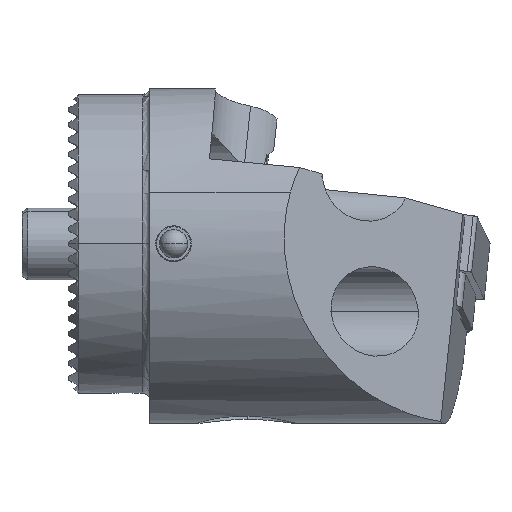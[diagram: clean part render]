
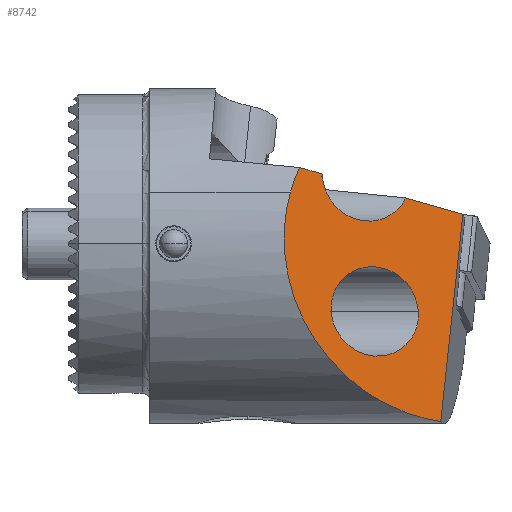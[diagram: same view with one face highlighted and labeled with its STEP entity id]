
A CAD part, top view. The second image highlights one B-rep face of the part: STEP entity #8742.
In plain terms, the highlighted planar face has unit normal (0.716, 0.046, 0.697).
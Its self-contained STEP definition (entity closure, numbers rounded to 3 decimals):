
#146 = VECTOR ( 'NONE', #6862, 1000. ) ;
#419 = EDGE_CURVE ( 'NONE', #18664, #17309, #15881, .T. ) ;
#1071 = ORIENTED_EDGE ( 'NONE', *, *, #15522, .T. ) ;
#1198 = CARTESIAN_POINT ( 'NONE',  ( 28.994, -5.657, 1.907 ) ) ;
#1520 = CARTESIAN_POINT ( 'NONE',  ( 20.967, 5.657, 9.407 ) ) ;
#1676 = CARTESIAN_POINT ( 'NONE',  ( 20.959, 5.848, 9.402 ) ) ;
#2331 = AXIS2_PLACEMENT_3D ( 'NONE', #10214, #7335, #5666 ) ;
#2774 = PLANE ( 'NONE',  #2331 ) ;
#2793 = ORIENTED_EDGE ( 'NONE', *, *, #4524, .F. ) ;
#2817 = CARTESIAN_POINT ( 'NONE',  ( 22.185, -13.157, 9.407 ) ) ;
#3104 = CARTESIAN_POINT ( 'NONE',  ( 18.281, 4.333, 12.257 ) ) ;
#3204 = CARTESIAN_POINT ( 'NONE',  ( 21.7, -5.657, 9.407 ) ) ;
#3368 = CARTESIAN_POINT ( 'NONE',  ( 18.479, 5.045, 12.005 ) ) ;
#3400 = CARTESIAN_POINT ( 'NONE',  ( 21.23, -13.49, 10.411 ) ) ;
#3613 = ORIENTED_EDGE ( 'NONE', *, *, #4150, .F. ) ;
#3725 = LINE ( 'NONE', #4744, #5577 ) ;
#4150 = EDGE_CURVE ( 'NONE', #12062, #7460, #3725, .T. ) ;
#4339 = VERTEX_POINT ( 'NONE', #1198 ) ;
#4524 = EDGE_CURVE ( 'NONE', #4339, #7593, #7437, .T. ) ;
#4744 = CARTESIAN_POINT ( 'NONE',  ( 42.613, -0.317, -12.45 ) ) ;
#4792 = LINE ( 'NONE', #5568, #13071 ) ;
#5181 = VERTEX_POINT ( 'NONE', #10830 ) ;
#5568 = CARTESIAN_POINT ( 'NONE',  ( 30.009, -22.949, 2.016 ) ) ;
#5577 = VECTOR ( 'NONE', #14996, 1000. ) ;
#5666 = DIRECTION ( 'NONE',  ( -0.697, 0., 0.717 ) ) ;
#5908 = FACE_OUTER_BOUND ( 'NONE', #17062, .T. ) ;
#6073 = CARTESIAN_POINT ( 'NONE',  ( 19.057, 6.389, 11.322 ) ) ;
#6138 = CARTESIAN_POINT ( 'NONE',  ( 18.739, 5.732, 11.693 ) ) ;
#6141 =( BOUNDED_CURVE ( )  B_SPLINE_CURVE ( 3, ( #6073, #6138, #3368, #3104 ),
 .UNSPECIFIED., .F., .F. ) 
 B_SPLINE_CURVE_WITH_KNOTS ( ( 4, 4 ),
 ( 2.694, 2.868 ),
 .UNSPECIFIED. ) 
 CURVE ( )  GEOMETRIC_REPRESENTATION_ITEM ( )  RATIONAL_B_SPLINE_CURVE ( ( 1., 0.997, 0.997, 1. ) ) 
 REPRESENTATION_ITEM ( '' )  );
#6473 = CARTESIAN_POINT ( 'NONE',  ( 18.281, 4.333, 12.257 ) ) ;
#6703 = CARTESIAN_POINT ( 'NONE',  ( 19.057, 6.389, 11.322 ) ) ;
#6790 = ORIENTED_EDGE ( 'NONE', *, *, #12714, .F. ) ;
#6862 = DIRECTION ( 'NONE',  ( 0.69, -0.196, -0.696 ) ) ;
#7298 = LINE ( 'NONE', #8195, #146 ) ;
#7335 = DIRECTION ( 'NONE',  ( -0.716, -0.046, -0.696 ) ) ;
#7380 = CARTESIAN_POINT ( 'NONE',  ( 29.48, -13.157, 1.907 ) ) ;
#7437 =( BOUNDED_CURVE ( )  B_SPLINE_CURVE ( 3, ( #11817, #13485, #16294, #16412 ),
 .UNSPECIFIED., .F., .F. ) 
 B_SPLINE_CURVE_WITH_KNOTS ( ( 4, 4 ),
 ( 0.067, 3.208 ),
 .UNSPECIFIED. ) 
 CURVE ( )  GEOMETRIC_REPRESENTATION_ITEM ( )  RATIONAL_B_SPLINE_CURVE ( ( 1., 0.333, 0.333, 1. ) ) 
 REPRESENTATION_ITEM ( '' )  );
#7460 = VERTEX_POINT ( 'NONE', #1676 ) ;
#7593 = VERTEX_POINT ( 'NONE', #3204 ) ;
#7700 = ORIENTED_EDGE ( 'NONE', *, *, #9086, .F. ) ;
#7784 = ORIENTED_EDGE ( 'NONE', *, *, #10659, .F. ) ;
#8195 = CARTESIAN_POINT ( 'NONE',  ( 42.613, -0.317, -12.45 ) ) ;
#8656 = CARTESIAN_POINT ( 'NONE',  ( 20.959, 5.848, 9.402 ) ) ;
#8742 = ADVANCED_FACE ( 'NONE', ( #9340, #5908 ), #2774, .F. ) ;
#9086 = EDGE_CURVE ( 'NONE', #5181, #11914, #7298, .T. ) ;
#9118 = CARTESIAN_POINT ( 'NONE',  ( 15.671, -5.016, 15.562 ) ) ;
#9340 = FACE_BOUND ( 'NONE', #18212, .T. ) ;
#10214 = CARTESIAN_POINT ( 'NONE',  ( 30.009, -22.949, 2.016 ) ) ;
#10327 = CARTESIAN_POINT ( 'NONE',  ( 20.96, 5.784, 9.405 ) ) ;
#10659 = EDGE_CURVE ( 'NONE', #15096, #5181, #18506, .T. ) ;
#10830 = CARTESIAN_POINT ( 'NONE',  ( 27.933, 3.862, 2.364 ) ) ;
#11817 = CARTESIAN_POINT ( 'NONE',  ( 28.994, -5.657, 1.907 ) ) ;
#11914 = VERTEX_POINT ( 'NONE', #12107 ) ;
#12062 = VERTEX_POINT ( 'NONE', #6703 ) ;
#12107 = CARTESIAN_POINT ( 'NONE',  ( 32.725, 2.498, -2.471 ) ) ;
#12257 =( BOUNDED_CURVE ( )  B_SPLINE_CURVE ( 3, ( #8656, #10327, #16019, #1520 ),
 .UNSPECIFIED., .F., .F. ) 
 B_SPLINE_CURVE_WITH_KNOTS ( ( 4, 4 ),
 ( 3.157, 3.208 ),
 .UNSPECIFIED. ) 
 CURVE ( )  GEOMETRIC_REPRESENTATION_ITEM ( )  RATIONAL_B_SPLINE_CURVE ( ( 1., 1., 1., 1. ) ) 
 REPRESENTATION_ITEM ( '' )  );
#12714 = EDGE_CURVE ( 'NONE', #7460, #15096, #12257, .T. ) ;
#12823 = DIRECTION ( 'NONE',  ( 0.105, 0.979, -0.173 ) ) ;
#13071 = VECTOR ( 'NONE', #12823, 1000. ) ;
#13134 = EDGE_CURVE ( 'NONE', #17309, #11914, #4792, .T. ) ;
#13485 = CARTESIAN_POINT ( 'NONE',  ( 28.509, 1.843, 1.907 ) ) ;
#14256 = CARTESIAN_POINT ( 'NONE',  ( 20.967, 5.657, 9.407 ) ) ;
#14317 = CARTESIAN_POINT ( 'NONE',  ( 25.945, -0.41, 4.692 ) ) ;
#14451 = CARTESIAN_POINT ( 'NONE',  ( 21.282, 0.792, 9.407 ) ) ;
#14500 = CARTESIAN_POINT ( 'NONE',  ( 28.994, -5.657, 1.907 ) ) ;
#14732 = ORIENTED_EDGE ( 'NONE', *, *, #13134, .T. ) ;
#14941 = EDGE_CURVE ( 'NONE', #7593, #4339, #15516, .T. ) ;
#14996 = DIRECTION ( 'NONE',  ( 0.69, -0.196, -0.696 ) ) ;
#15096 = VERTEX_POINT ( 'NONE', #16212 ) ;
#15118 = CARTESIAN_POINT ( 'NONE',  ( 30.872, -14.861, 0.59 ) ) ;
#15259 = ORIENTED_EDGE ( 'NONE', *, *, #419, .T. ) ;
#15484 = ORIENTED_EDGE ( 'NONE', *, *, #14941, .F. ) ;
#15516 =( BOUNDED_CURVE ( )  B_SPLINE_CURVE ( 3, ( #18935, #2817, #7380, #14500 ),
 .UNSPECIFIED., .F., .F. ) 
 B_SPLINE_CURVE_WITH_KNOTS ( ( 4, 4 ),
 ( 3.208, 6.35 ),
 .UNSPECIFIED. ) 
 CURVE ( )  GEOMETRIC_REPRESENTATION_ITEM ( )  RATIONAL_B_SPLINE_CURVE ( ( 1., 0.333, 0.333, 1. ) ) 
 REPRESENTATION_ITEM ( '' )  );
#15522 = EDGE_CURVE ( 'NONE', #12062, #18664, #6141, .T. ) ;
#15881 =( BOUNDED_CURVE ( )  B_SPLINE_CURVE ( 3, ( #6473, #9118, #3400, #15118 ),
 .UNSPECIFIED., .F., .F. ) 
 B_SPLINE_CURVE_WITH_KNOTS ( ( 4, 4 ),
 ( 2.868, 4.64 ),
 .UNSPECIFIED. ) 
 CURVE ( )  GEOMETRIC_REPRESENTATION_ITEM ( )  RATIONAL_B_SPLINE_CURVE ( ( 1., 0.755, 0.755, 1. ) ) 
 REPRESENTATION_ITEM ( '' )  );
#15912 = CARTESIAN_POINT ( 'NONE',  ( 18.281, 4.333, 12.257 ) ) ;
#16019 = CARTESIAN_POINT ( 'NONE',  ( 20.963, 5.72, 9.407 ) ) ;
#16212 = CARTESIAN_POINT ( 'NONE',  ( 20.967, 5.657, 9.407 ) ) ;
#16294 = CARTESIAN_POINT ( 'NONE',  ( 21.214, 1.843, 9.407 ) ) ;
#16412 = CARTESIAN_POINT ( 'NONE',  ( 21.7, -5.657, 9.407 ) ) ;
#17062 = EDGE_LOOP ( 'NONE', ( #1071, #15259, #14732, #7700, #7784, #6790, #3613 ) ) ;
#17274 = CARTESIAN_POINT ( 'NONE',  ( 27.933, 3.862, 2.364 ) ) ;
#17309 = VERTEX_POINT ( 'NONE', #18221 ) ;
#18212 = EDGE_LOOP ( 'NONE', ( #2793, #15484 ) ) ;
#18221 = CARTESIAN_POINT ( 'NONE',  ( 30.872, -14.861, 0.59 ) ) ;
#18506 =( BOUNDED_CURVE ( )  B_SPLINE_CURVE ( 3, ( #14256, #14451, #14317, #17274 ),
 .UNSPECIFIED., .F., .F. ) 
 B_SPLINE_CURVE_WITH_KNOTS ( ( 4, 4 ),
 ( 3.208, 5.851 ),
 .UNSPECIFIED. ) 
 CURVE ( )  GEOMETRIC_REPRESENTATION_ITEM ( )  RATIONAL_B_SPLINE_CURVE ( ( 1., 0.498, 0.498, 1. ) ) 
 REPRESENTATION_ITEM ( '' )  );
#18664 = VERTEX_POINT ( 'NONE', #15912 ) ;
#18935 = CARTESIAN_POINT ( 'NONE',  ( 21.7, -5.657, 9.407 ) ) ;
